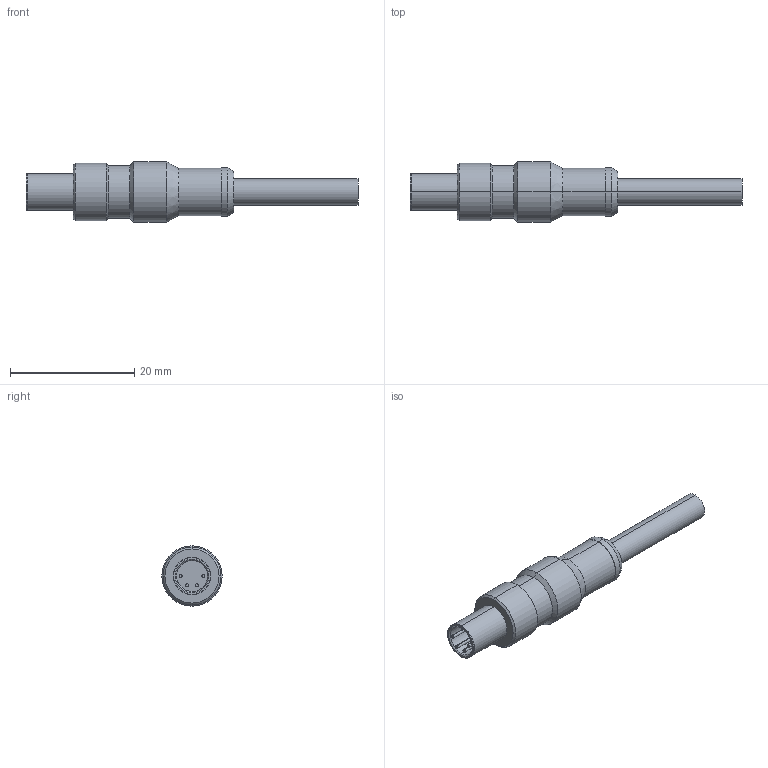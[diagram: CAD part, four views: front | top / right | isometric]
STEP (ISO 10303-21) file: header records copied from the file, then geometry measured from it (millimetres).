
FILE_DESCRIPTION (( 'STEP AP203' ), '1' );
FILE_NAME ('PAL-ACC10_1.step', '2020-10-29T13:44:42', ( '' ), ( '' ), 'SwSTEP 2.0', 'SolidWorks 2019', '' );
FILE_SCHEMA (( 'CONFIG_CONTROL_DESIGN' ));
Length unit declared in the file: millimetre
Products named in the file (1): PAL-ACC10_1
Bounding box: 53.4 x 9.7 x 9.7 mm (x, y, z)
Volume: 1914.1 mm3; surface area: 1341.3 mm2
Topology: 1 solids, 1 shells, 49 faces, 97 edges, 59 vertices
Faces by surface type: cylinder 26, cone 12, plane 11
Entity records: 1351 total; most frequent: DIRECTION 256, CARTESIAN_POINT 206, ORIENTED_EDGE 194, AXIS2_PLACEMENT_3D 109, EDGE_CURVE 97, CIRCLE 59, VERTEX_POINT 59, EDGE_LOOP 58
